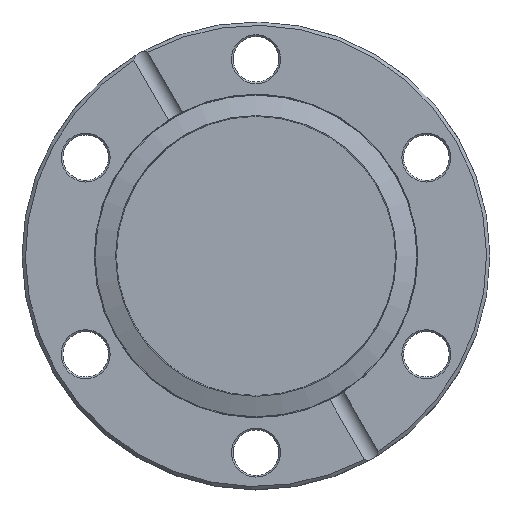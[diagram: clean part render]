
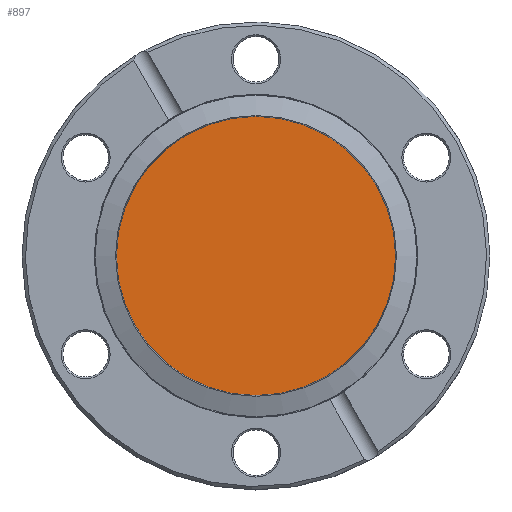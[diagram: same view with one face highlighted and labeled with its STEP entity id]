
A CAD part, top view. The second image highlights one B-rep face of the part: STEP entity #897.
In plain terms, the highlighted planar face has unit normal (0, 0, 1).
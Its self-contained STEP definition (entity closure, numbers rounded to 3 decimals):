
#1 = CARTESIAN_POINT ( 'NONE',  ( 0., 0., 2.875 ) ) ;
#50 = AXIS2_PLACEMENT_3D ( 'NONE', #236, #334, #252 ) ;
#168 = PLANE ( 'NONE',  #50 ) ;
#173 = AXIS2_PLACEMENT_3D ( 'NONE', #1, #409, #481 ) ;
#236 = CARTESIAN_POINT ( 'NONE',  ( 0., 20.84, 2.875 ) ) ;
#252 = DIRECTION ( 'NONE',  ( -1., 0., 0. ) ) ;
#334 = DIRECTION ( 'NONE',  ( 0., 0., -1. ) ) ;
#409 = DIRECTION ( 'NONE',  ( 0., 0., 1. ) ) ;
#481 = DIRECTION ( 'NONE',  ( 1., 0., 0. ) ) ;
#525 = EDGE_CURVE ( 'NONE', #773, #773, #581, .T. ) ;
#581 = CIRCLE ( 'NONE', #173, 20.84 ) ;
#773 = VERTEX_POINT ( 'NONE', #958 ) ;
#897 = ADVANCED_FACE ( 'NONE', ( #1083 ), #168, .F. ) ;
#918 = EDGE_LOOP ( 'NONE', ( #934 ) ) ;
#934 = ORIENTED_EDGE ( 'NONE', *, *, #525, .T. ) ;
#958 = CARTESIAN_POINT ( 'NONE',  ( 20.84, 0., 2.875 ) ) ;
#1083 = FACE_OUTER_BOUND ( 'NONE', #918, .T. ) ;
